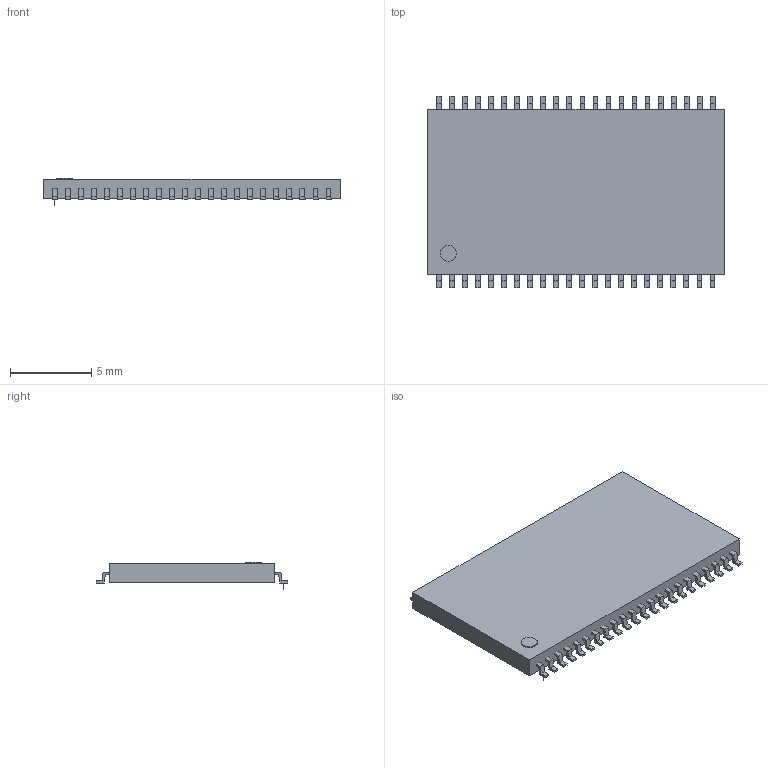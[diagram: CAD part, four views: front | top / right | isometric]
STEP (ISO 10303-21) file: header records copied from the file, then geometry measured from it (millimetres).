
FILE_DESCRIPTION (( 'STEP AP214' ), '1' );
FILE_NAME ('User Library-TSOP2-44.STEP', '2019-03-05T14:22:15', ( '' ), ( '' ), 'SwSTEP 2.0', 'SolidWorks 2019', '' );
FILE_SCHEMA (( 'AUTOMOTIVE_DESIGN' ));
Length unit declared in the file: millimetre
Products named in the file (144): User Library-TSOP2-44_PINTSOP2-55; User Library-TSOP2-44_Free-Models3; User Library-TSOP2-44_Extruded2; User Library-TSOP2-44_352644049; User Library-TSOP2-44_Board4; User Library-TSOP2-44_Board3; User Library-TSOP2-44_Open CASCADE STEP translator 6.2 3.3; User Library-TSOP2-44_Free-Models2; User Library-TSOP2-44; User Library-TSOP2-44_Extruded3; User Library-TSOP2-44_352644689; User Library-TSOP2-44_TSOP2-45; User Library-TSOP2-44_Cylinder1; User Library-TSOP2-44_352417473; User Library-TSOP2-44_Board5
Assembly tree (229 placements, depth 8):
  User Library-TSOP2-44
    User Library-TSOP2-44_Open CASCADE STEP translator 6.2 3.3
      User Library-TSOP2-44_TSOP2-45
        User Library-TSOP2-44_Free-Models2
          User Library-TSOP2-44_PINTSOP2-55
            User Library-TSOP2-44_Free-Models3
              User Library-TSOP2-44_352644049
                User Library-TSOP2-44_Extruded2
            User Library-TSOP2-44_Board4
          User Library-TSOP2-44_PINTSOP2-55
            User Library-TSOP2-44_Free-Models3
              User Library-TSOP2-44_352644049
                User Library-TSOP2-44_Extruded2
            User Library-TSOP2-44_Board4
          User Library-TSOP2-44_PINTSOP2-55
            User Library-TSOP2-44_Free-Models3
              User Library-TSOP2-44_352644049
                User Library-TSOP2-44_Extruded2
            User Library-TSOP2-44_Board4
          User Library-TSOP2-44_PINTSOP2-55
            User Library-TSOP2-44_Free-Models3
              User Library-TSOP2-44_352644049
                User Library-TSOP2-44_Extruded2
            User Library-TSOP2-44_Board4
          User Library-TSOP2-44_PINTSOP2-55
            User Library-TSOP2-44_Free-Models3
              User Library-TSOP2-44_352644049
                User Library-TSOP2-44_Extruded2
            User Library-TSOP2-44_Board4
          User Library-TSOP2-44_PINTSOP2-55
            User Library-TSOP2-44_Free-Models3
              User Library-TSOP2-44_352644049
                User Library-TSOP2-44_Extruded2
            User Library-TSOP2-44_Board4
          User Library-TSOP2-44_PINTSOP2-55
            User Library-TSOP2-44_Free-Models3
              User Library-TSOP2-44_352644049
                User Library-TSOP2-44_Extruded2
            User Library-TSOP2-44_Board4
          User Library-TSOP2-44_PINTSOP2-55
            User Library-TSOP2-44_Free-Models3
              User Library-TSOP2-44_352644049
                User Library-TSOP2-44_Extruded2
            User Library-TSOP2-44_Board4
          User Library-TSOP2-44_PINTSOP2-55
            User Library-TSOP2-44_Free-Models3
              User Library-TSOP2-44_352644049
                User Library-TSOP2-44_Extruded2
            User Library-TSOP2-44_Board4
          User Library-TSOP2-44_PINTSOP2-55
            User Library-TSOP2-44_Free-Models3
              User Library-TSOP2-44_352644049
                User Library-TSOP2-44_Extruded2
            User Library-TSOP2-44_Board4
          User Library-TSOP2-44_PINTSOP2-55
            User Library-TSOP2-44_Free-Models3
              User Library-TSOP2-44_352644049
                User Library-TSOP2-44_Extruded2
            User Library-TSOP2-44_Board4
          User Library-TSOP2-44_PINTSOP2-55
Bounding box: 18.21 x 11.76 x 1.7 mm (x, y, z)
Volume: 225.1 mm3; surface area: 508.1 mm2
Topology: 92 solids, 92 shells, 726 faces, 1626 edges, 1084 vertices
Faces by surface type: plane 724, cylinder 2
Entity records: 5522 total; most frequent: DIRECTION 896, CARTESIAN_POINT 537, AXIS2_PLACEMENT_3D 411, PRODUCT_DEFINITION_SHAPE 373, APPLICATION_PROTOCOL_DEFINITION 288, APPLICATION_CONTEXT 288, ITEM_DEFINED_TRANSFORMATION 229, CONTEXT_DEPENDENT_SHAPE_REPRESENTATION 229
